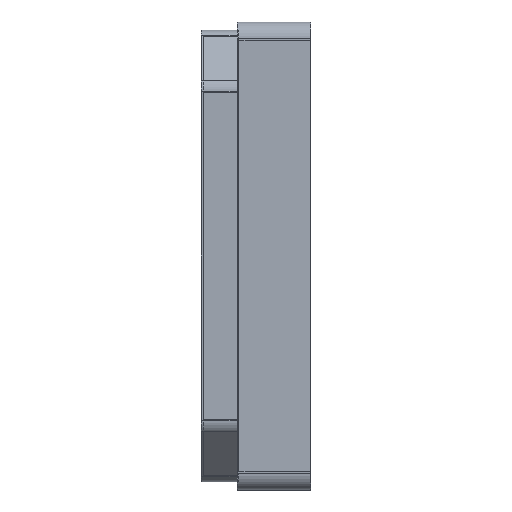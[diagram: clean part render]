
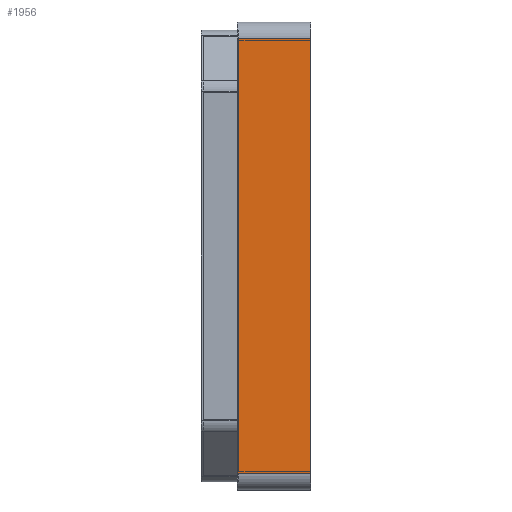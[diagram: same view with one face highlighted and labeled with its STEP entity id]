
A CAD part, left-side view. The second image highlights one B-rep face of the part: STEP entity #1956.
In plain terms, the highlighted planar face has unit normal (-1, 0, 0).
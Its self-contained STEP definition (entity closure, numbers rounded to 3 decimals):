
#74=PLANE('',#2237);
#195=FACE_OUTER_BOUND('',#362,.T.);
#362=EDGE_LOOP('',(#1588,#1589,#1590,#1591));
#529=LINE('',#3351,#657);
#546=LINE('',#3400,#674);
#554=LINE('',#3426,#682);
#555=LINE('',#3427,#683);
#657=VECTOR('',#2707,1000.);
#674=VECTOR('',#2752,1000.);
#682=VECTOR('',#2776,1000.);
#683=VECTOR('',#2777,1000.);
#978=VERTEX_POINT('',#3348);
#979=VERTEX_POINT('',#3350);
#996=VERTEX_POINT('',#3397);
#997=VERTEX_POINT('',#3399);
#1202=EDGE_CURVE('',#978,#979,#529,.T.);
#1228=EDGE_CURVE('',#997,#996,#546,.T.);
#1242=EDGE_CURVE('',#978,#997,#554,.T.);
#1243=EDGE_CURVE('',#996,#979,#555,.T.);
#1588=ORIENTED_EDGE('',*,*,#1202,.F.);
#1589=ORIENTED_EDGE('',*,*,#1242,.T.);
#1590=ORIENTED_EDGE('',*,*,#1228,.T.);
#1591=ORIENTED_EDGE('',*,*,#1243,.T.);
#1956=ADVANCED_FACE('',(#195),#74,.F.);
#2237=AXIS2_PLACEMENT_3D('',#3425,#2774,#2775);
#2707=DIRECTION('',(0.,0.,1.));
#2752=DIRECTION('',(0.,0.,1.));
#2774=DIRECTION('center_axis',(1.,0.,0.));
#2775=DIRECTION('ref_axis',(0.,0.,-1.));
#2776=DIRECTION('',(0.,-1.,0.));
#2777=DIRECTION('',(0.,1.,0.));
#3348=CARTESIAN_POINT('',(-63.945,13.45,-39.8));
#3350=CARTESIAN_POINT('',(-63.945,13.45,39.8));
#3351=CARTESIAN_POINT('',(-63.945,13.45,-42.8));
#3397=CARTESIAN_POINT('',(-63.945,0.,39.8));
#3399=CARTESIAN_POINT('',(-63.945,0.,-39.8));
#3400=CARTESIAN_POINT('',(-63.945,0.,-42.8));
#3425=CARTESIAN_POINT('Origin',(-63.945,20.02,-42.8));
#3426=CARTESIAN_POINT('',(-63.945,20.02,-39.8));
#3427=CARTESIAN_POINT('',(-63.945,20.02,39.8));
